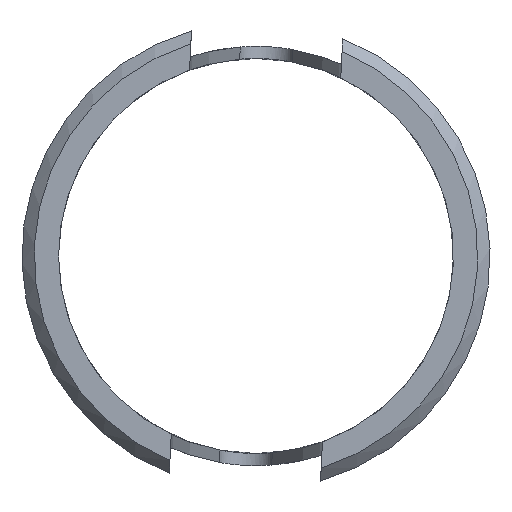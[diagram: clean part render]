
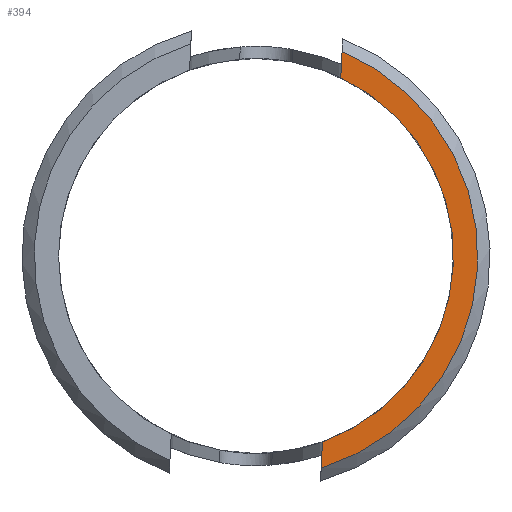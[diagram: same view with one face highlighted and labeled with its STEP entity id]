
A CAD part, front view. The second image highlights one B-rep face of the part: STEP entity #394.
In plain terms, the highlighted planar face has unit normal (0, -1, 0).
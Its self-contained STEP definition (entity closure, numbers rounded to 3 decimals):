
#35=PLANE('',#440);
#50=LINE('',#595,#80);
#51=LINE('',#598,#81);
#80=VECTOR('',#489,10.);
#81=VECTOR('',#492,10.);
#111=FACE_OUTER_BOUND('',#132,.T.);
#132=EDGE_LOOP('',(#287,#288,#289,#290));
#154=CIRCLE('',#439,9.075);
#155=CIRCLE('',#441,8.075);
#178=VERTEX_POINT('',#581);
#181=VERTEX_POINT('',#588);
#182=VERTEX_POINT('',#594);
#183=VERTEX_POINT('',#596);
#223=EDGE_CURVE('',#181,#178,#154,.T.);
#224=EDGE_CURVE('',#181,#182,#50,.T.);
#225=EDGE_CURVE('',#182,#183,#155,.T.);
#226=EDGE_CURVE('',#183,#178,#51,.T.);
#287=ORIENTED_EDGE('',*,*,#223,.F.);
#288=ORIENTED_EDGE('',*,*,#224,.T.);
#289=ORIENTED_EDGE('',*,*,#225,.T.);
#290=ORIENTED_EDGE('',*,*,#226,.T.);
#394=ADVANCED_FACE('',(#111),#35,.F.);
#439=AXIS2_PLACEMENT_3D('',#592,#485,#486);
#440=AXIS2_PLACEMENT_3D('',#593,#487,#488);
#441=AXIS2_PLACEMENT_3D('',#597,#490,#491);
#485=DIRECTION('center_axis',(0.,1.,0.));
#486=DIRECTION('ref_axis',(0.999,0.,-0.05));
#487=DIRECTION('center_axis',(0.,1.,0.));
#488=DIRECTION('ref_axis',(0.,0.,1.));
#489=DIRECTION('',(-0.05,0.,-0.999));
#490=DIRECTION('center_axis',(0.,1.,0.));
#491=DIRECTION('ref_axis',(1.,0.,0.));
#492=DIRECTION('',(-0.05,0.,-0.999));
#581=CARTESIAN_POINT('',(2.665,0.,-8.675));
#588=CARTESIAN_POINT('',(3.52,0.,8.364));
#592=CARTESIAN_POINT('Origin',(0.,0.,0.));
#593=CARTESIAN_POINT('Origin',(0.,0.,0.));
#594=CARTESIAN_POINT('',(3.467,0.,7.293));
#595=CARTESIAN_POINT('',(3.093,0.,-0.155));
#596=CARTESIAN_POINT('',(2.719,0.,-7.603));
#597=CARTESIAN_POINT('Origin',(0.,0.,0.));
#598=CARTESIAN_POINT('',(3.093,0.,-0.155));
